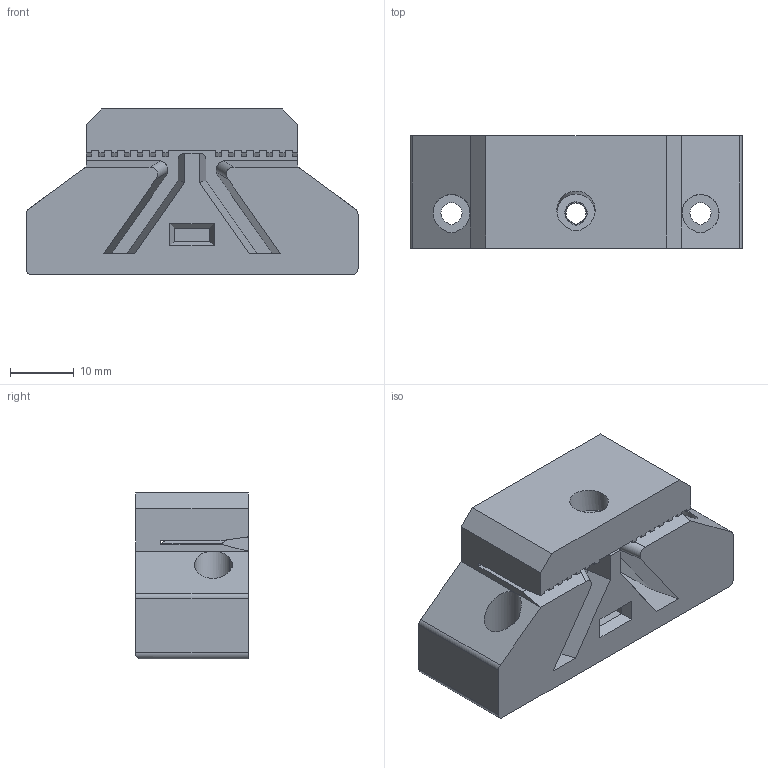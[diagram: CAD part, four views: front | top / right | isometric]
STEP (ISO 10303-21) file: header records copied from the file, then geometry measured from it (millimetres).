
FILE_DESCRIPTION(/* description */ (''),/* implementation_level */ '2;1');
FILE_NAME(/* name */ 'y_belt_holder_9mm_belt_bear2.1_mk3-3s.step',/* time_stamp */ '2020-05-05T10:10:26+02:00',/* author */ (''),/* organization */ (''),/* preprocessor_version */ 'ST-DEVELOPER v18.1',/* originating_system */ 'Autodesk Translation Framework v9.2.0.1227',/* authorisation */ '');
FILE_SCHEMA (('AUTOMOTIVE_DESIGN { 1 0 10303 214 3 1 1 }'));
Length unit declared in the file: millimetre
Products named in the file (1): y_belt_holder_9mm_belt_bear2.1_mk3-3s
Bounding box: 52 x 17.6 x 26 mm (x, y, z)
Volume: 16821 mm3; surface area: 7601.3 mm2
Topology: 1 solids, 5 shells, 194 faces, 531 edges, 344 vertices
Faces by surface type: plane 164, cylinder 26, torus 3, cone 1
Entity records: 6075 total; most frequent: CARTESIAN_POINT 1113, ORIENTED_EDGE 1046, DIRECTION 966, EDGE_CURVE 523, LINE 462, VECTOR 462, VERTEX_POINT 340, AXIS2_PLACEMENT_3D 252
